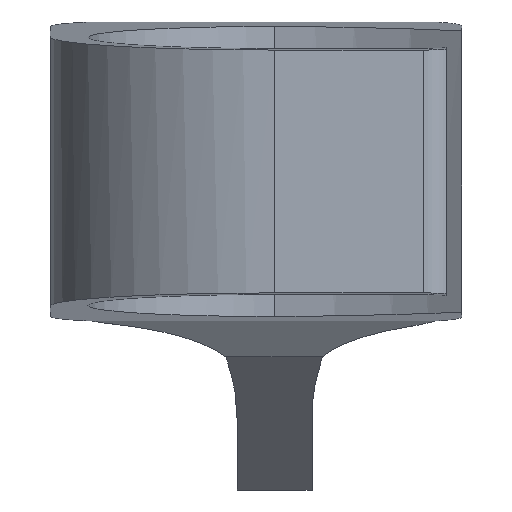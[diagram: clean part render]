
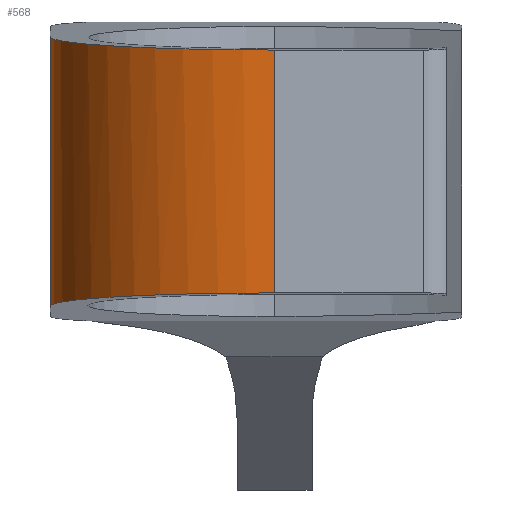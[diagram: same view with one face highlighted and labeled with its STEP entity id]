
A CAD part, front view. The second image highlights one B-rep face of the part: STEP entity #568.
In plain terms, the highlighted cylindrical face has radius 12.011 mm (diameter 24.021 mm), a partial arc.
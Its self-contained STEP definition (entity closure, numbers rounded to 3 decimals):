
#49=ELLIPSE('',#621,12.032,12.011);
#64=ELLIPSE('',#646,12.032,12.011);
#105=FACE_OUTER_BOUND('',#135,.T.);
#135=EDGE_LOOP('',(#510,#511,#512,#513));
#183=LINE('',#988,#229);
#184=LINE('',#990,#230);
#229=VECTOR('',#813,10.);
#230=VECTOR('',#816,10.);
#274=VERTEX_POINT('',#915);
#275=VERTEX_POINT('',#917);
#295=VERTEX_POINT('',#979);
#296=VERTEX_POINT('',#981);
#335=EDGE_CURVE('',#275,#274,#49,.T.);
#368=EDGE_CURVE('',#296,#295,#64,.T.);
#372=EDGE_CURVE('',#295,#275,#183,.T.);
#373=EDGE_CURVE('',#296,#274,#184,.T.);
#510=ORIENTED_EDGE('',*,*,#335,.T.);
#511=ORIENTED_EDGE('',*,*,#373,.F.);
#512=ORIENTED_EDGE('',*,*,#368,.T.);
#513=ORIENTED_EDGE('',*,*,#372,.T.);
#543=CYLINDRICAL_SURFACE('',#649,12.011);
#568=ADVANCED_FACE('',(#105),#543,.T.);
#621=AXIS2_PLACEMENT_3D('',#918,#736,#737);
#646=AXIS2_PLACEMENT_3D('',#982,#804,#805);
#649=AXIS2_PLACEMENT_3D('',#989,#814,#815);
#736=DIRECTION('center_axis',(0.,0.059,-0.998));
#737=DIRECTION('ref_axis',(0.,-0.998,-0.059));
#804=DIRECTION('center_axis',(0.,0.059,0.998));
#805=DIRECTION('ref_axis',(0.,-0.998,0.059));
#813=DIRECTION('',(0.,0.,1.));
#814=DIRECTION('center_axis',(0.,0.,1.));
#815=DIRECTION('ref_axis',(-0.999,-0.053,0.));
#816=DIRECTION('',(0.,0.,1.));
#915=CARTESIAN_POINT('',(-13.,0.,17.172));
#917=CARTESIAN_POINT('',(-1.006,-11.373,16.5));
#918=CARTESIAN_POINT('Origin',(-1.006,0.638,17.21));
#979=CARTESIAN_POINT('',(-1.006,-11.373,3.5));
#981=CARTESIAN_POINT('',(-13.,0.,2.828));
#982=CARTESIAN_POINT('Origin',(-1.006,0.638,2.79));
#988=CARTESIAN_POINT('',(-1.006,-11.373,0.));
#989=CARTESIAN_POINT('Origin',(-1.006,0.638,0.));
#990=CARTESIAN_POINT('',(-13.,0.,0.));
